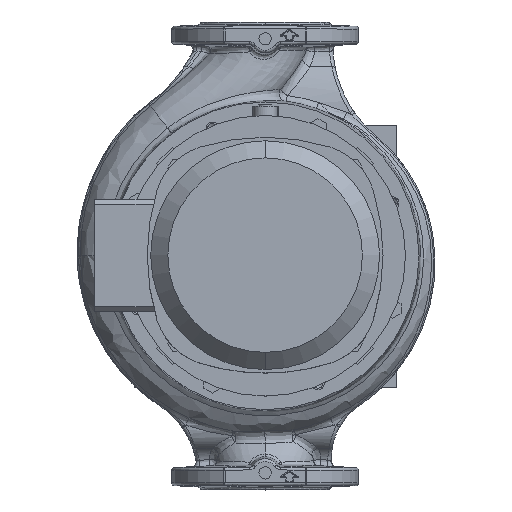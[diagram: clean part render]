
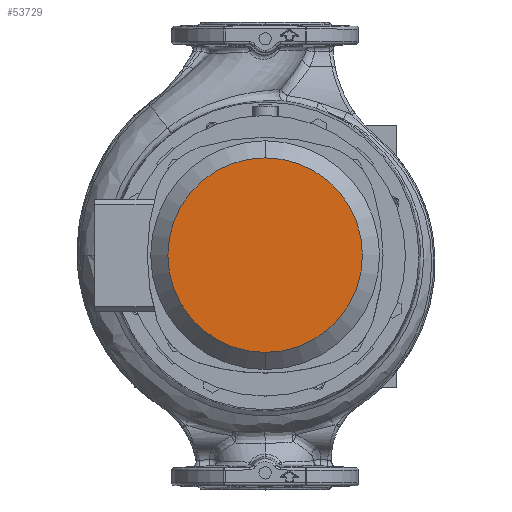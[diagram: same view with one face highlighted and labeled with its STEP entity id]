
A CAD part, top view. The second image highlights one B-rep face of the part: STEP entity #53729.
In plain terms, the highlighted planar face has unit normal (0, 0, 1).
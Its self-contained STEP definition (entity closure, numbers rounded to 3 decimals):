
#7522 = EDGE_CURVE ( 'NONE', #71080, #71070, #48203, .T. ) ;
#28870 = CARTESIAN_POINT ( 'NONE',  ( 0., 0., 511.5 ) ) ;
#28873 = DIRECTION ( 'NONE',  ( 0., 0., 1. ) ) ;
#28877 = DIRECTION ( 'NONE',  ( 0., 1., 0. ) ) ;
#29693 = CARTESIAN_POINT ( 'NONE',  ( -104., 0., 511.5 ) ) ;
#29702 = FACE_OUTER_BOUND ( 'NONE', #55850, .T. ) ;
#29705 = PLANE ( 'NONE',  #30758 ) ;
#29712 = DIRECTION ( 'NONE',  ( 0., 0., -1. ) ) ;
#29715 = DIRECTION ( 'NONE',  ( 0., -1., 0. ) ) ;
#30493 = CIRCLE ( 'NONE', #30500, 104. ) ;
#30500 = AXIS2_PLACEMENT_3D ( 'NONE', #28870, #28873, #28877 ) ;
#30758 = AXIS2_PLACEMENT_3D ( 'NONE', #29693, #29712, #29715 ) ;
#48203 = CIRCLE ( 'NONE', #48211, 104. ) ;
#48211 = AXIS2_PLACEMENT_3D ( 'NONE', #77841, #77843, #77844 ) ;
#53674 = EDGE_CURVE ( 'NONE', #71070, #71080, #30493, .T. ) ;
#53729 = ADVANCED_FACE ( 'NONE', ( #29702 ), #29705, .F. ) ;
#55850 = EDGE_LOOP ( 'NONE', ( #71970, #71971 ) ) ;
#70891 = CARTESIAN_POINT ( 'NONE',  ( 0., -104., 511.5 ) ) ;
#70911 = CARTESIAN_POINT ( 'NONE',  ( 0., 104., 511.5 ) ) ;
#71070 = VERTEX_POINT ( 'NONE', #70891 ) ;
#71080 = VERTEX_POINT ( 'NONE', #70911 ) ;
#71970 = ORIENTED_EDGE ( 'NONE', *, *, #53674, .T. ) ;
#71971 = ORIENTED_EDGE ( 'NONE', *, *, #7522, .T. ) ;
#77841 = CARTESIAN_POINT ( 'NONE',  ( 0., 0., 511.5 ) ) ;
#77843 = DIRECTION ( 'NONE',  ( 0., 0., 1. ) ) ;
#77844 = DIRECTION ( 'NONE',  ( 0., 1., 0. ) ) ;
